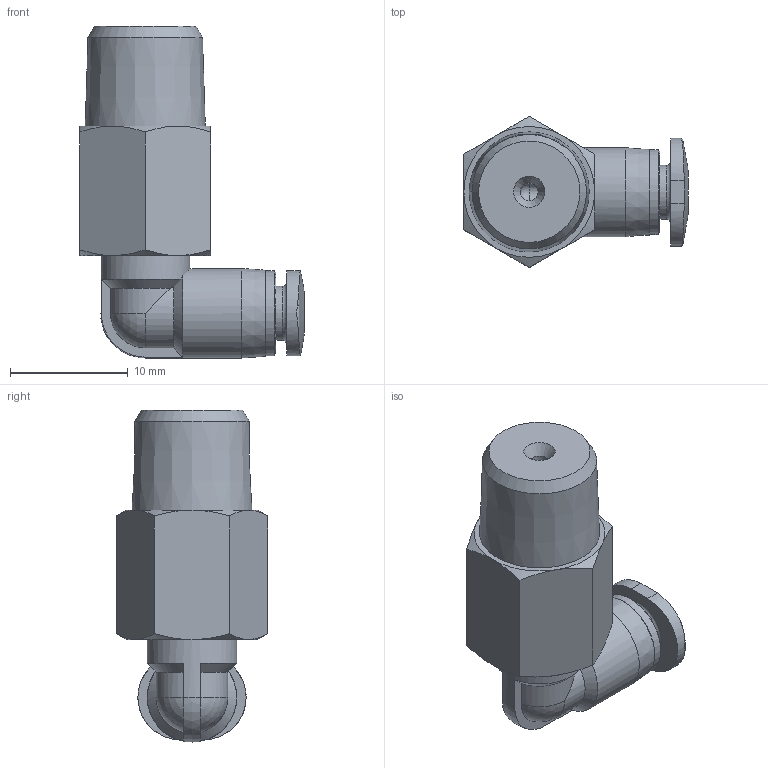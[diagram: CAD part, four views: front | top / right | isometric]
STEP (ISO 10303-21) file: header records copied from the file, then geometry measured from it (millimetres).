
FILE_DESCRIPTION(/* description */ ('STEP AP214'),/* implementation_level */ '2;1');
FILE_NAME(/* name */ '572287_QBMLL-1_8-1_8-U',/* time_stamp */ '2024-09-14T03:34:37+02:00',/* author */ ('License CC BY-ND 4.0'),/* organization */ ('CADENAS'),/* preprocessor_version */ 'ST-DEVELOPER v19.3',/* originating_system */ 'PARTsolutions',/* authorisation */ ' ');
FILE_SCHEMA (('AUTOMOTIVE_DESIGN {1 0 10303 214 3 1 1}'));
Length unit declared in the file: millimetre
Products named in the file (1): 572287 QBMLL-1/8-1/8-U
Bounding box: 19.06 x 12.83 x 28.2 mm (x, y, z)
Volume: 2404.8 mm3; surface area: 1583.3 mm2
Topology: 1 solids, 1 shells, 60 faces, 144 edges, 90 vertices
Faces by surface type: cone 22, plane 17, cylinder 13, torus 4, sphere 4
Full cylindrical faces by diameter (mm): 1.5 x2, 3.175 x1, 4.575 x1, 7.2 x1, 7.6 x2
Entity records: 2101 total; most frequent: CARTESIAN_POINT 399, DIRECTION 258, ORIENTED_EDGE 244, EDGE_CURVE 122, AXIS2_PLACEMENT_3D 119, VERTEX_POINT 84, EDGE_LOOP 82, FACE_BOUND 82
